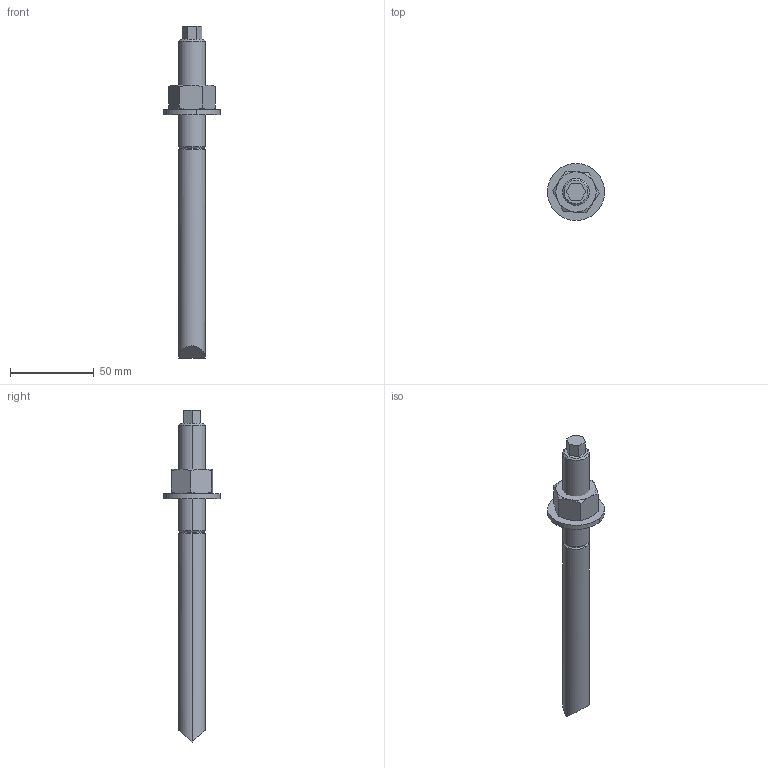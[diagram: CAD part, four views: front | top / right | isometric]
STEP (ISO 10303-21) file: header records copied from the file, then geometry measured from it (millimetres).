
FILE_DESCRIPTION (( 'STEP AP203' ), '1' );
FILE_NAME ('OEM-M16-CA-G_REV_.step', '2026-01-19T05:59:04', ( '' ), ( '' ), 'SwSTEP 2.0', 'SolidWorks 2025', '' );
FILE_SCHEMA (( 'CONFIG_CONTROL_DESIGN' ));
Length unit declared in the file: millimetre
Products named in the file (4): M16-N-G_M16; M16-CA-STUD; M16-FW-G_M16 FLAT WASHER; OEM-M16-CA-G_REV_
Assembly tree (3 placements, depth 2):
  OEM-M16-CA-G_REV_
    M16-CA-STUD
    M16-N-G_M16
    M16-FW-G_M16 FLAT WASHER
Bounding box: 34 x 34 x 198 mm (x, y, z)
Volume: 45367.6 mm3; surface area: 14445 mm2
Topology: 3 solids, 3 shells, 48 faces, 105 edges, 64 vertices
Faces by surface type: plane 20, cone 14, cylinder 10, torus 4
Entity records: 1825 total; most frequent: CARTESIAN_POINT 373, DIRECTION 229, ORIENTED_EDGE 210, EDGE_CURVE 105, AXIS2_PLACEMENT_3D 96, VERTEX_POINT 64, EDGE_LOOP 53, FACE_OUTER_BOUND 48
